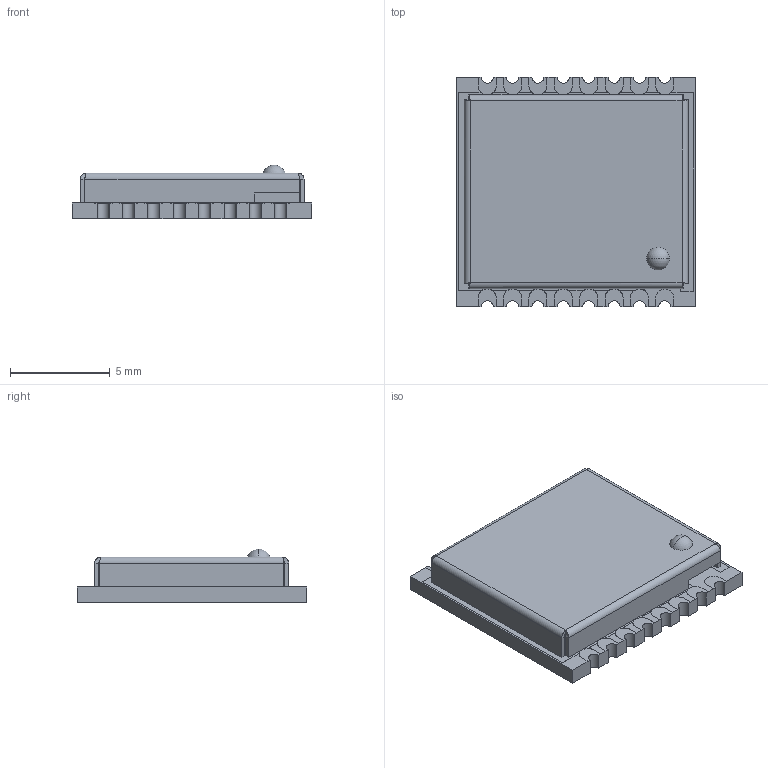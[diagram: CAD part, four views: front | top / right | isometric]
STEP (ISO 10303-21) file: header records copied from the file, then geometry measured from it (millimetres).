
FILE_DESCRIPTION (( 'STEP AP214' ), '1' );
FILE_NAME ('RFM68LC V2.0×°Åä.STEP', '2022-08-05T06:51:00', ( '' ), ( '' ), 'SwSTEP 2.0', 'SolidWorks 2021', '' );
FILE_SCHEMA (( 'AUTOMOTIVE_DESIGN' ));
Length unit declared in the file: millimetre
Products named in the file (3): RFM68LC V2.0蚾饜; RFM68LC-V2  PCB; RFM68LC-V2そ敖欶
Assembly tree (2 placements, depth 2):
  RFM68LC V2.0蚾饜
    RFM68LC-V2  PCB
    RFM68LC-V2そ敖欶
Bounding box: 12 x 11.5 x 2.7 mm (x, y, z)
Volume: 140 mm3; surface area: 635.9 mm2
Topology: 2 solids, 2 shells, 183 faces, 503 edges, 325 vertices
Faces by surface type: plane 133, cylinder 40, bspline 8, sphere 2
Entity records: 6816 total; most frequent: CARTESIAN_POINT 1360, ORIENTED_EDGE 1006, DIRECTION 945, EDGE_CURVE 503, VECTOR 389, LINE 389, VERTEX_POINT 325, AXIS2_PLACEMENT_3D 278
